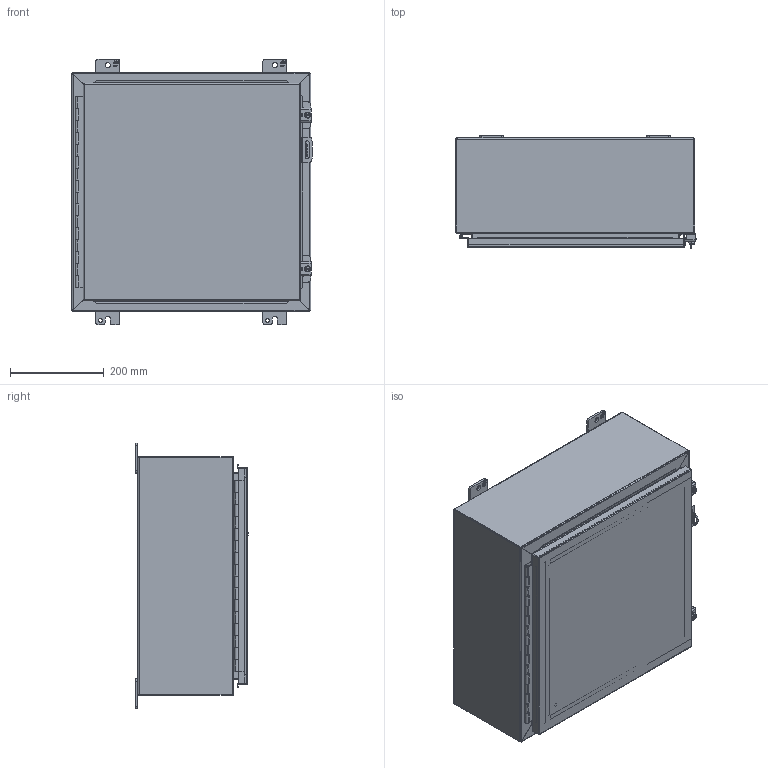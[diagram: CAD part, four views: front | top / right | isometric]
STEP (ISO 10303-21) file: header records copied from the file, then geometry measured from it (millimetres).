
FILE_DESCRIPTION (( 'STEP AP214' ), '1' );
FILE_NAME ('1418D8.STEP', '2019-10-19T19:13:13', ( '' ), ( '' ), 'SwSTEP 2.0', 'SolidWorks 2019', '' );
FILE_SCHEMA (( 'AUTOMOTIVE_DESIGN' ));
Length unit declared in the file: inch
Products named in the file (1): 1418D8
Bounding box: 511.18 x 239.7 x 565.15 mm (x, y, z)
Volume: 2638977.6 mm3; surface area: 2700801.6 mm2
Topology: 38 solids, 38 shells, 970 faces, 2431 edges, 1560 vertices
Faces by surface type: plane 667, cylinder 251, bspline 40, sphere 8, cone 4
Full cylindrical faces by diameter (mm): 3.175 x1, 4.318 x1, 5.41 x2, 6.198 x2, 6.35 x2, 6.731 x2, 7.137 x2, 7.805 x2, 7.937 x4, 8.382 x4, 9.525 x4, 9.906 x2, 11.113 x4, 11.303 x2, 12.7 x6, 16.51 x4, 25.4 x2
Entity records: 42942 total; most frequent: CARTESIAN_POINT 7700, ORIENTED_EDGE 4722, DIRECTION 4553, EDGE_CURVE 2361, VECTOR 1799, LINE 1799, VERTEX_POINT 1560, AXIS2_PLACEMENT_3D 1377
